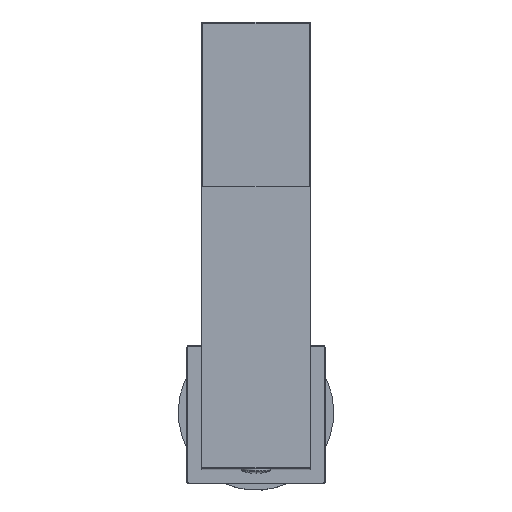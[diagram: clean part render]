
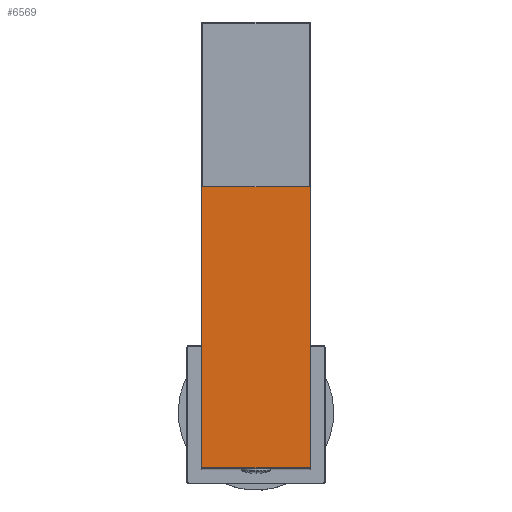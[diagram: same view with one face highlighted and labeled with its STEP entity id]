
A CAD part, top view. The second image highlights one B-rep face of the part: STEP entity #6569.
In plain terms, the highlighted planar face has unit normal (0, 0, 1).
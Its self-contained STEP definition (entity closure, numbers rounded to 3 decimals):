
#1933=PLANE('',#43155);
#4272=FACE_OUTER_BOUND('',#9885,.T.);
#6569=ADVANCED_FACE('',(#4272),#1933,.F.);
#9885=EDGE_LOOP('',(#20513,#20514,#20515,#20516));
#20513=ORIENTED_EDGE('',*,*,#30357,.T.);
#20514=ORIENTED_EDGE('',*,*,#30358,.T.);
#20515=ORIENTED_EDGE('',*,*,#30359,.T.);
#20516=ORIENTED_EDGE('',*,*,#30360,.T.);
#24864=VERTEX_POINT('',#69641);
#24865=VERTEX_POINT('',#69642);
#24866=VERTEX_POINT('',#69644);
#24867=VERTEX_POINT('',#69646);
#30357=EDGE_CURVE('',#24864,#24865,#35905,.T.);
#30358=EDGE_CURVE('',#24865,#24866,#35906,.T.);
#30359=EDGE_CURVE('',#24866,#24867,#35907,.T.);
#30360=EDGE_CURVE('',#24867,#24864,#35908,.T.);
#35905=LINE('',#69640,#39522);
#35906=LINE('',#69643,#39523);
#35907=LINE('',#69645,#39524);
#35908=LINE('',#69647,#39525);
#39522=VECTOR('',#53663,1.);
#39523=VECTOR('',#53664,1.);
#39524=VECTOR('',#53665,1.);
#39525=VECTOR('',#53666,1.);
#43155=AXIS2_PLACEMENT_3D('',#69648,#53667,#53668);
#53663=DIRECTION('',(-1.,0.,0.));
#53664=DIRECTION('',(0.,-1.,0.));
#53665=DIRECTION('',(1.,0.,0.));
#53666=DIRECTION('',(0.,1.,0.));
#53667=DIRECTION('',(0.,0.,-1.));
#53668=DIRECTION('',(-1.,0.,0.));
#69640=CARTESIAN_POINT('',(121.673,252.683,133.4));
#69641=CARTESIAN_POINT('',(121.423,252.683,133.4));
#69642=CARTESIAN_POINT('',(86.923,252.683,133.4));
#69643=CARTESIAN_POINT('',(86.923,197.933,133.4));
#69644=CARTESIAN_POINT('',(86.923,163.183,133.4));
#69645=CARTESIAN_POINT('',(121.673,163.183,133.4));
#69646=CARTESIAN_POINT('',(121.423,163.183,133.4));
#69647=CARTESIAN_POINT('',(121.423,252.933,133.4));
#69648=CARTESIAN_POINT('',(121.673,197.933,133.4));
